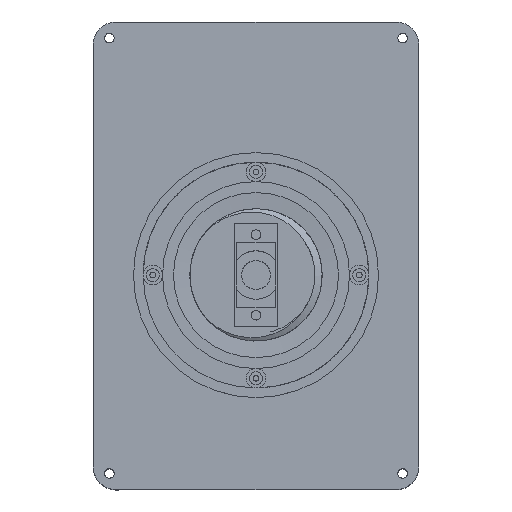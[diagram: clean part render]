
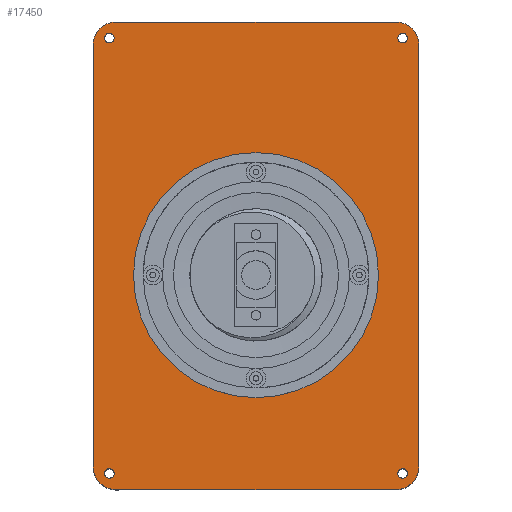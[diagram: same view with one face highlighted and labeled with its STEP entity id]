
A CAD part, top view. The second image highlights one B-rep face of the part: STEP entity #17450.
In plain terms, the highlighted face is planar.
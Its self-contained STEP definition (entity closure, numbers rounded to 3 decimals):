
#539=FACE_BOUND('',#3390,.T.);
#540=FACE_BOUND('',#3391,.T.);
#541=FACE_BOUND('',#3392,.T.);
#542=FACE_BOUND('',#3393,.T.);
#543=FACE_BOUND('',#3394,.T.);
#1140=PLANE('',#19195);
#2060=FACE_OUTER_BOUND('',#3389,.T.);
#3389=EDGE_LOOP('',(#15838,#15839,#15840,#15841,#15842,#15843,#15844,#15845));
#3390=EDGE_LOOP('',(#15846));
#3391=EDGE_LOOP('',(#15847));
#3392=EDGE_LOOP('',(#15848));
#3393=EDGE_LOOP('',(#15849));
#3394=EDGE_LOOP('',(#15850));
#5013=LINE('',#30969,#6563);
#5014=LINE('',#30973,#6564);
#5015=LINE('',#30977,#6565);
#5016=LINE('',#30980,#6566);
#6563=VECTOR('',#24009,10.);
#6564=VECTOR('',#24012,10.);
#6565=VECTOR('',#24015,10.);
#6566=VECTOR('',#24018,10.);
#7288=CIRCLE('',#19170,38.);
#7303=CIRCLE('',#19196,7.);
#7304=CIRCLE('',#19197,7.);
#7305=CIRCLE('',#19198,7.);
#7306=CIRCLE('',#19199,7.);
#7307=CIRCLE('',#19200,1.5);
#7308=CIRCLE('',#19201,1.5);
#7309=CIRCLE('',#19202,1.5);
#7310=CIRCLE('',#19203,1.5);
#8873=VERTEX_POINT('',#30916);
#8888=VERTEX_POINT('',#30965);
#8889=VERTEX_POINT('',#30966);
#8890=VERTEX_POINT('',#30968);
#8891=VERTEX_POINT('',#30970);
#8892=VERTEX_POINT('',#30972);
#8893=VERTEX_POINT('',#30974);
#8894=VERTEX_POINT('',#30976);
#8895=VERTEX_POINT('',#30978);
#8896=VERTEX_POINT('',#30981);
#8897=VERTEX_POINT('',#30983);
#8898=VERTEX_POINT('',#30985);
#8899=VERTEX_POINT('',#30987);
#11202=EDGE_CURVE('',#8873,#8873,#7288,.T.);
#11224=EDGE_CURVE('',#8888,#8889,#7303,.T.);
#11225=EDGE_CURVE('',#8890,#8888,#5013,.T.);
#11226=EDGE_CURVE('',#8891,#8890,#7304,.T.);
#11227=EDGE_CURVE('',#8892,#8891,#5014,.T.);
#11228=EDGE_CURVE('',#8893,#8892,#7305,.T.);
#11229=EDGE_CURVE('',#8894,#8893,#5015,.T.);
#11230=EDGE_CURVE('',#8895,#8894,#7306,.T.);
#11231=EDGE_CURVE('',#8889,#8895,#5016,.T.);
#11232=EDGE_CURVE('',#8896,#8896,#7307,.T.);
#11233=EDGE_CURVE('',#8897,#8897,#7308,.T.);
#11234=EDGE_CURVE('',#8898,#8898,#7309,.T.);
#11235=EDGE_CURVE('',#8899,#8899,#7310,.T.);
#15838=ORIENTED_EDGE('',*,*,#11224,.F.);
#15839=ORIENTED_EDGE('',*,*,#11225,.F.);
#15840=ORIENTED_EDGE('',*,*,#11226,.F.);
#15841=ORIENTED_EDGE('',*,*,#11227,.F.);
#15842=ORIENTED_EDGE('',*,*,#11228,.F.);
#15843=ORIENTED_EDGE('',*,*,#11229,.F.);
#15844=ORIENTED_EDGE('',*,*,#11230,.F.);
#15845=ORIENTED_EDGE('',*,*,#11231,.F.);
#15846=ORIENTED_EDGE('',*,*,#11202,.F.);
#15847=ORIENTED_EDGE('',*,*,#11232,.F.);
#15848=ORIENTED_EDGE('',*,*,#11233,.F.);
#15849=ORIENTED_EDGE('',*,*,#11234,.F.);
#15850=ORIENTED_EDGE('',*,*,#11235,.F.);
#17450=ADVANCED_FACE('',(#2060,#539,#540,#541,#542,#543),#1140,.T.);
#19170=AXIS2_PLACEMENT_3D('',#30918,#23948,#23949);
#19195=AXIS2_PLACEMENT_3D('',#30964,#24005,#24006);
#19196=AXIS2_PLACEMENT_3D('',#30967,#24007,#24008);
#19197=AXIS2_PLACEMENT_3D('',#30971,#24010,#24011);
#19198=AXIS2_PLACEMENT_3D('',#30975,#24013,#24014);
#19199=AXIS2_PLACEMENT_3D('',#30979,#24016,#24017);
#19200=AXIS2_PLACEMENT_3D('',#30982,#24019,#24020);
#19201=AXIS2_PLACEMENT_3D('',#30984,#24021,#24022);
#19202=AXIS2_PLACEMENT_3D('',#30986,#24023,#24024);
#19203=AXIS2_PLACEMENT_3D('',#30988,#24025,#24026);
#23948=DIRECTION('center_axis',(0.,1.,0.));
#23949=DIRECTION('ref_axis',(-1.,0.,0.));
#24005=DIRECTION('center_axis',(0.,1.,0.));
#24006=DIRECTION('ref_axis',(-1.,0.,0.));
#24007=DIRECTION('center_axis',(0.,-1.,0.));
#24008=DIRECTION('ref_axis',(0.707,0.,-0.707));
#24009=DIRECTION('',(1.,0.,0.));
#24010=DIRECTION('center_axis',(0.,-1.,0.));
#24011=DIRECTION('ref_axis',(-0.707,0.,-0.707));
#24012=DIRECTION('',(0.,0.,-1.));
#24013=DIRECTION('center_axis',(0.,-1.,0.));
#24014=DIRECTION('ref_axis',(-0.707,0.,0.707));
#24015=DIRECTION('',(-1.,0.,0.));
#24016=DIRECTION('center_axis',(0.,-1.,0.));
#24017=DIRECTION('ref_axis',(0.707,0.,0.707));
#24018=DIRECTION('',(0.,0.,1.));
#24019=DIRECTION('center_axis',(0.,1.,0.));
#24020=DIRECTION('ref_axis',(-1.,0.,0.));
#24021=DIRECTION('center_axis',(0.,1.,0.));
#24022=DIRECTION('ref_axis',(-1.,0.,0.));
#24023=DIRECTION('center_axis',(0.,1.,0.));
#24024=DIRECTION('ref_axis',(-1.,0.,0.));
#24025=DIRECTION('center_axis',(0.,1.,0.));
#24026=DIRECTION('ref_axis',(-1.,0.,0.));
#30916=CARTESIAN_POINT('',(86.22,-25.5,-79.));
#30918=CARTESIAN_POINT('Origin',(48.22,-25.5,-79.));
#30964=CARTESIAN_POINT('Origin',(54.22,-25.5,-79.));
#30965=CARTESIAN_POINT('',(119.72,-25.5,-129.5));
#30966=CARTESIAN_POINT('',(126.72,-25.5,-122.5));
#30967=CARTESIAN_POINT('Origin',(119.72,-25.5,-122.5));
#30968=CARTESIAN_POINT('',(-11.28,-25.5,-129.5));
#30969=CARTESIAN_POINT('',(101.47,-25.5,-129.5));
#30970=CARTESIAN_POINT('',(-18.28,-25.5,-122.5));
#30971=CARTESIAN_POINT('Origin',(-11.28,-25.5,-122.5));
#30972=CARTESIAN_POINT('',(-18.28,-25.5,-35.5));
#30973=CARTESIAN_POINT('',(-18.28,-25.5,-104.25));
#30974=CARTESIAN_POINT('',(-11.28,-25.5,-28.5));
#30975=CARTESIAN_POINT('Origin',(-11.28,-25.5,-35.5));
#30976=CARTESIAN_POINT('',(119.72,-25.5,-28.5));
#30977=CARTESIAN_POINT('',(17.97,-25.5,-28.5));
#30978=CARTESIAN_POINT('',(126.72,-25.5,-35.5));
#30979=CARTESIAN_POINT('Origin',(119.72,-25.5,-35.5));
#30980=CARTESIAN_POINT('',(126.72,-25.5,-53.75));
#30981=CARTESIAN_POINT('',(-11.78,-25.5,-124.5));
#30982=CARTESIAN_POINT('Origin',(-13.28,-25.5,-124.5));
#30983=CARTESIAN_POINT('',(123.22,-25.5,-124.5));
#30984=CARTESIAN_POINT('Origin',(121.72,-25.5,-124.5));
#30985=CARTESIAN_POINT('',(123.22,-25.5,-33.5));
#30986=CARTESIAN_POINT('Origin',(121.72,-25.5,-33.5));
#30987=CARTESIAN_POINT('',(-11.78,-25.5,-33.5));
#30988=CARTESIAN_POINT('Origin',(-13.28,-25.5,-33.5));
